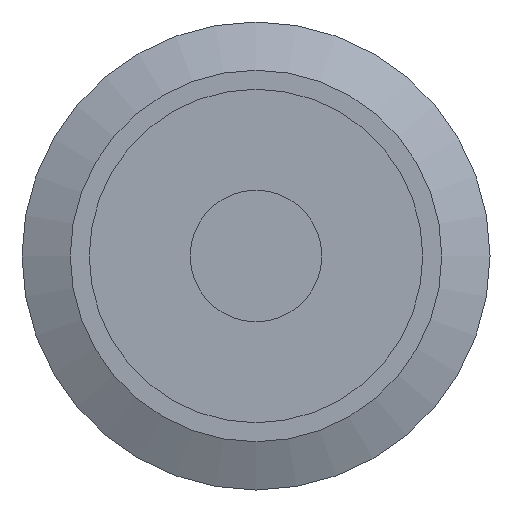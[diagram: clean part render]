
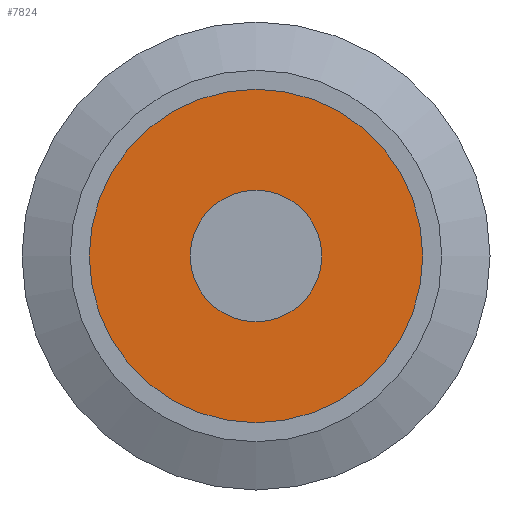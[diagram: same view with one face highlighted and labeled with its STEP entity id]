
A CAD part, left-side view. The second image highlights one B-rep face of the part: STEP entity #7824.
In plain terms, the highlighted planar face has unit normal (-1, 0, 0).
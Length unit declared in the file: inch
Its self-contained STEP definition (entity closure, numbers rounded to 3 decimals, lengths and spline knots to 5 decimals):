
#79=CARTESIAN_POINT('',(-0.07874,0.,-0.17717));
#80=VERTEX_POINT('',#79);
#81=CARTESIAN_POINT('',(-0.07874,0.0,0.0));
#82=DIRECTION('',(1.0,0.0,0.0));
#83=DIRECTION('',(0.0,0.0,1.0));
#84=AXIS2_PLACEMENT_3D('',#81,#82,#83);
#85=CIRCLE('',#84,0.17717);
#86=EDGE_CURVE('',#80,#80,#85,.T.);
#7796=CARTESIAN_POINT('',(-0.07874,0.0,0.0));
#7797=DIRECTION('',(1.0,0.0,0.0));
#7798=DIRECTION('',(0.0,0.0,1.0));
#7799=AXIS2_PLACEMENT_3D('',#7796,#7797,#7798);
#7800=PLANE('',#7799);
#7801=CARTESIAN_POINT('',(-0.07874,0.0,0.44882));
#7802=VERTEX_POINT('',#7801);
#7803=CARTESIAN_POINT('',(-0.07874,0.,-0.44882));
#7804=VERTEX_POINT('',#7803);
#7805=CARTESIAN_POINT('',(-0.07874,0.0,0.0));
#7806=DIRECTION('',(-1.0,0.0,0.0));
#7807=DIRECTION('',(0.0,0.0,1.0));
#7808=AXIS2_PLACEMENT_3D('',#7805,#7806,#7807);
#7809=CIRCLE('',#7808,0.44882);
#7810=EDGE_CURVE('',#7802,#7804,#7809,.T.);
#7811=ORIENTED_EDGE('',*,*,#7810,.T.);
#7812=CARTESIAN_POINT('',(-0.07874,0.0,0.0));
#7813=DIRECTION('',(-1.0,0.0,0.0));
#7814=DIRECTION('',(0.0,0.0,1.0));
#7815=AXIS2_PLACEMENT_3D('',#7812,#7813,#7814);
#7816=CIRCLE('',#7815,0.44882);
#7817=EDGE_CURVE('',#7804,#7802,#7816,.T.);
#7818=ORIENTED_EDGE('',*,*,#7817,.T.);
#7819=EDGE_LOOP('',(#7811,#7818));
#7820=FACE_OUTER_BOUND('',#7819,.T.);
#7821=ORIENTED_EDGE('',*,*,#86,.T.);
#7822=EDGE_LOOP('',(#7821));
#7823=FACE_BOUND('',#7822,.T.);
#7824=ADVANCED_FACE('',(#7820,#7823),#7800,.F.);
